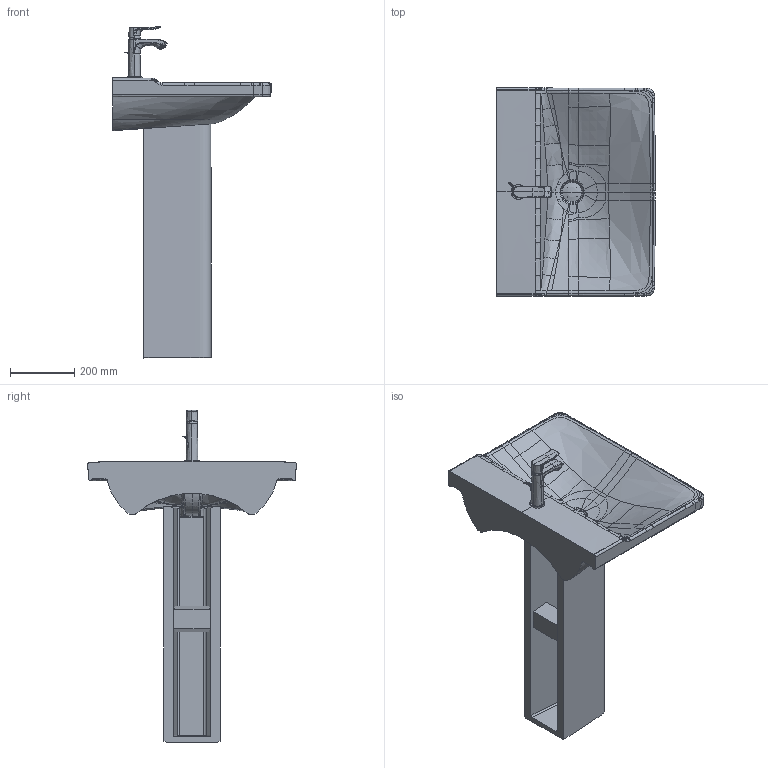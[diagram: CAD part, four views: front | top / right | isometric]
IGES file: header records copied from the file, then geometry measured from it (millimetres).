
Global section: file name: No Iges File Name specified; native system: Autodesk Inventor 2011; preprocessor: AutoDesk Inventor Iges Exporter R2011; author: Administrator; date: 20151110.161246; units: millimetre
Bounding box: 494.89 x 649.77 x 1034.46 mm (x, y, z)
Volume: 24877285.5 mm3; surface area: 1917001.4 mm2
Topology: 12 solids, 12 shells, 1685 faces, 4696 edges, 3028 vertices
Faces by surface type: bspline 669, plane 513, cylinder 283, revolution 117, cone 55, torus 48
